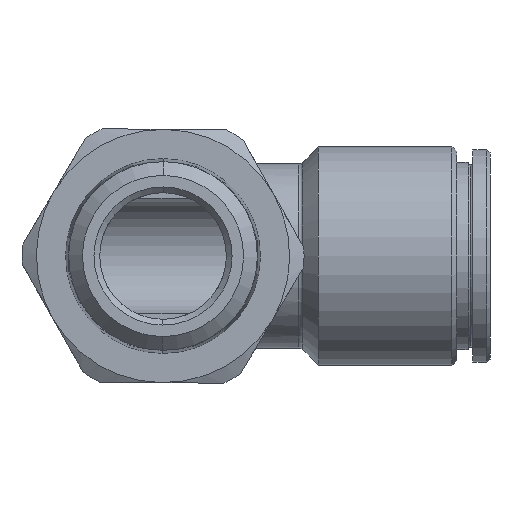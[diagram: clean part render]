
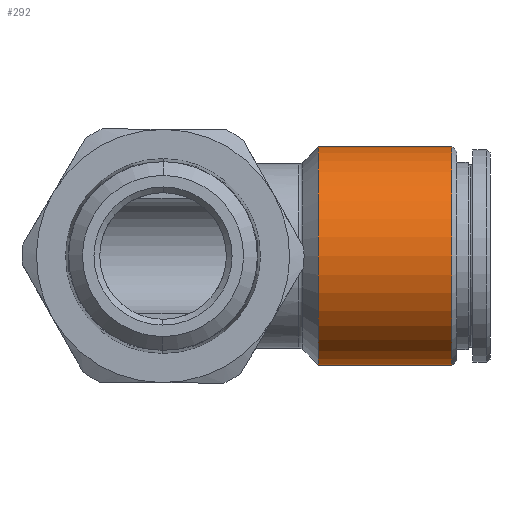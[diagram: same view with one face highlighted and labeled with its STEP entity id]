
A CAD part, front view. The second image highlights one B-rep face of the part: STEP entity #292.
In plain terms, the highlighted cylindrical face has radius 9.5 mm (diameter 19 mm), a partial arc.
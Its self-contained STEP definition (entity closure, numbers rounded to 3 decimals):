
#155 = EDGE_CURVE ( 'NONE', #485, #525, #1932, .T. ) ;
#226 = ORIENTED_EDGE ( 'NONE', *, *, #516, .F. ) ;
#236 = ORIENTED_EDGE ( 'NONE', *, *, #155, .T. ) ;
#259 = ORIENTED_EDGE ( 'NONE', *, *, #508, .T. ) ;
#283 = EDGE_CURVE ( 'NONE', #559, #556, #2242, .T. ) ;
#292 = ADVANCED_FACE ( 'NONE', ( #2434 ), #2419, .T. ) ;
#304 = EDGE_LOOP ( 'NONE', ( #226, #306, #259, #236 ) ) ;
#306 = ORIENTED_EDGE ( 'NONE', *, *, #283, .T. ) ;
#485 = VERTEX_POINT ( 'NONE', #2741 ) ;
#508 = EDGE_CURVE ( 'NONE', #556, #485, #2755, .T. ) ;
#516 = EDGE_CURVE ( 'NONE', #559, #525, #2687, .T. ) ;
#525 = VERTEX_POINT ( 'NONE', #2774 ) ;
#556 = VERTEX_POINT ( 'NONE', #2862 ) ;
#559 = VERTEX_POINT ( 'NONE', #2927 ) ;
#1930 = CARTESIAN_POINT ( 'NONE',  ( 13.5, 0., 0. ) ) ;
#1931 = AXIS2_PLACEMENT_3D ( 'NONE', #1930, #1951, #1950 ) ;
#1932 = CIRCLE ( 'NONE', #1931, 9.5 ) ;
#1950 = DIRECTION ( 'NONE',  ( 0., 0., -1. ) ) ;
#1951 = DIRECTION ( 'NONE',  ( 1., 0., 0. ) ) ;
#2238 = DIRECTION ( 'NONE',  ( 0., 0., 1. ) ) ;
#2239 = DIRECTION ( 'NONE',  ( -1., 0., 0. ) ) ;
#2240 = CARTESIAN_POINT ( 'NONE',  ( 25.1, 0., 0. ) ) ;
#2241 = AXIS2_PLACEMENT_3D ( 'NONE', #2240, #2239, #2238 ) ;
#2242 = CIRCLE ( 'NONE', #2241, 9.5 ) ;
#2419 = CYLINDRICAL_SURFACE ( 'NONE', #2442, 9.5 ) ;
#2423 = DIRECTION ( 'NONE',  ( 0., 0., 1. ) ) ;
#2424 = DIRECTION ( 'NONE',  ( -1., 0., 0. ) ) ;
#2434 = FACE_OUTER_BOUND ( 'NONE', #304, .T. ) ;
#2441 = CARTESIAN_POINT ( 'NONE',  ( 0., 0., 0. ) ) ;
#2442 = AXIS2_PLACEMENT_3D ( 'NONE', #2441, #2424, #2423 ) ;
#2685 = VECTOR ( 'NONE', #2793, 1000. ) ;
#2686 = CARTESIAN_POINT ( 'NONE',  ( 0., 0., -9.5 ) ) ;
#2687 = LINE ( 'NONE', #2686, #2685 ) ;
#2699 = DIRECTION ( 'NONE',  ( -1., 0., 0. ) ) ;
#2741 = CARTESIAN_POINT ( 'NONE',  ( 13.5, 0., 9.5 ) ) ;
#2748 = VECTOR ( 'NONE', #2699, 1000. ) ;
#2749 = CARTESIAN_POINT ( 'NONE',  ( 0., 0., 9.5 ) ) ;
#2755 = LINE ( 'NONE', #2749, #2748 ) ;
#2774 = CARTESIAN_POINT ( 'NONE',  ( 13.5, 0., -9.5 ) ) ;
#2793 = DIRECTION ( 'NONE',  ( -1., 0., 0. ) ) ;
#2862 = CARTESIAN_POINT ( 'NONE',  ( 25.1, 0., 9.5 ) ) ;
#2927 = CARTESIAN_POINT ( 'NONE',  ( 25.1, 0., -9.5 ) ) ;
